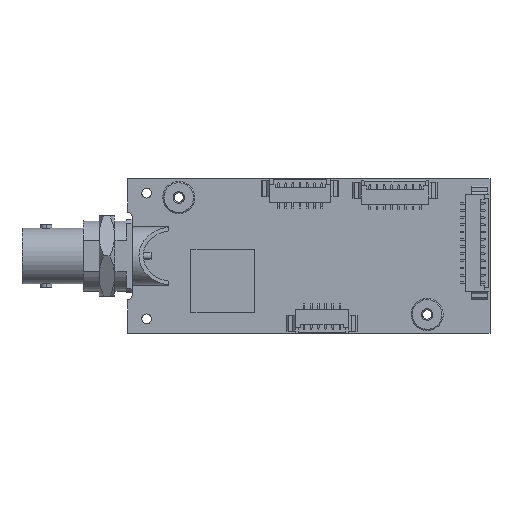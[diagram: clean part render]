
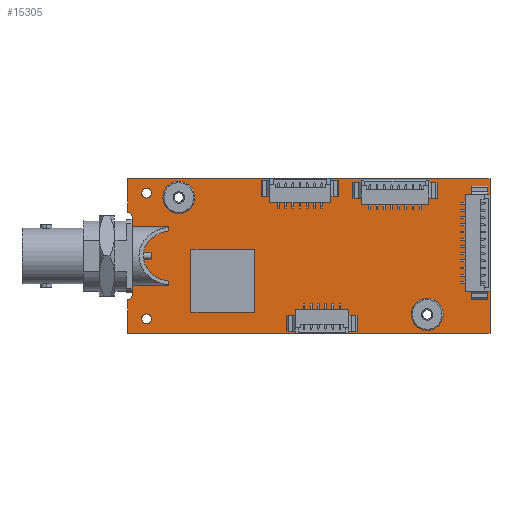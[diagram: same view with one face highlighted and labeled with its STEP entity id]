
A CAD part, front view. The second image highlights one B-rep face of the part: STEP entity #15305.
In plain terms, the highlighted planar face has unit normal (0, -1, 0).
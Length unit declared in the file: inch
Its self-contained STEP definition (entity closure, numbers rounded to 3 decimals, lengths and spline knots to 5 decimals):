
#14462 = AXIS2_PLACEMENT_3D ( 'NONE', #101923, #101900, #102537 ) ;
#15305 = ADVANCED_FACE ( 'NONE', ( #18316, #18347, #18328, #18334, #18339 ), #101939, .T. ) ;
#16958 = AXIS2_PLACEMENT_3D ( 'NONE', #72054, #72055, #72056 ) ;
#16965 = AXIS2_PLACEMENT_3D ( 'NONE', #72085, #72086, #72087 ) ;
#16966 = AXIS2_PLACEMENT_3D ( 'NONE', #72090, #72091, #72092 ) ;
#16968 = AXIS2_PLACEMENT_3D ( 'NONE', #72100, #72101, #72102 ) ;
#16981 = AXIS2_PLACEMENT_3D ( 'NONE', #72143, #72144, #72145 ) ;
#16982 = AXIS2_PLACEMENT_3D ( 'NONE', #72147, #72148, #72149 ) ;
#16983 = AXIS2_PLACEMENT_3D ( 'NONE', #72150, #72151, #72152 ) ;
#16985 = AXIS2_PLACEMENT_3D ( 'NONE', #72154, #72155, #72156 ) ;
#16986 = AXIS2_PLACEMENT_3D ( 'NONE', #72159, #72160, #72161 ) ;
#16987 = AXIS2_PLACEMENT_3D ( 'NONE', #72170, #72171, #72172 ) ;
#18316 = FACE_BOUND ( 'NONE', #156534, .T. ) ;
#18328 = FACE_BOUND ( 'NONE', #156533, .T. ) ;
#18334 = FACE_BOUND ( 'NONE', #156536, .T. ) ;
#18339 = FACE_OUTER_BOUND ( 'NONE', #156535, .T. ) ;
#18347 = FACE_BOUND ( 'NONE', #156557, .T. ) ;
#60507 = CIRCLE ( 'NONE', #16958, 0.09 ) ;
#60542 = CIRCLE ( 'NONE', #16965, 0.09 ) ;
#60548 = CIRCLE ( 'NONE', #16966, 0.03346 ) ;
#60556 = CIRCLE ( 'NONE', #16968, 0.03346 ) ;
#60587 = LINE ( 'NONE', #72111, #60598 ) ;
#60598 = VECTOR ( 'NONE', #72114, 39.37008 ) ;
#60615 = CIRCLE ( 'NONE', #16983, 0.03346 ) ;
#60631 = CIRCLE ( 'NONE', #16981, 0.09 ) ;
#60633 = CIRCLE ( 'NONE', #16982, 0.09 ) ;
#60635 = CIRCLE ( 'NONE', #16986, 0.03 ) ;
#60637 = CIRCLE ( 'NONE', #16985, 0.03346 ) ;
#60640 = LINE ( 'NONE', #72158, #60651 ) ;
#60642 = LINE ( 'NONE', #72146, #60646 ) ;
#60644 = LINE ( 'NONE', #72157, #60657 ) ;
#60646 = VECTOR ( 'NONE', #72153, 39.37008 ) ;
#60649 = LINE ( 'NONE', #72162, #60661 ) ;
#60651 = VECTOR ( 'NONE', #72163, 39.37008 ) ;
#60654 = LINE ( 'NONE', #72166, #60665 ) ;
#60657 = VECTOR ( 'NONE', #72165, 39.37008 ) ;
#60661 = VECTOR ( 'NONE', #72167, 39.37008 ) ;
#60663 = CIRCLE ( 'NONE', #16987, 0.03 ) ;
#60665 = VECTOR ( 'NONE', #72164, 39.37008 ) ;
#60708 = EDGE_CURVE ( 'NONE', #181831, #180640, #60507, .T. ) ;
#60738 = EDGE_CURVE ( 'NONE', #180615, #181983, #60542, .T. ) ;
#60744 = EDGE_CURVE ( 'NONE', #182254, #181606, #60548, .T. ) ;
#60753 = EDGE_CURVE ( 'NONE', #180651, #181208, #60556, .T. ) ;
#60774 = EDGE_CURVE ( 'NONE', #182747, #182095, #60587, .T. ) ;
#60816 = EDGE_CURVE ( 'NONE', #180640, #181831, #60631, .T. ) ;
#60819 = EDGE_CURVE ( 'NONE', #181983, #180615, #60633, .T. ) ;
#60823 = EDGE_CURVE ( 'NONE', #181606, #182254, #60615, .T. ) ;
#60826 = EDGE_CURVE ( 'NONE', #181208, #180651, #60637, .T. ) ;
#60830 = EDGE_CURVE ( 'NONE', #181265, #182747, #60635, .T. ) ;
#60834 = EDGE_CURVE ( 'NONE', #181225, #181265, #60642, .T. ) ;
#60838 = EDGE_CURVE ( 'NONE', #182588, #181225, #60640, .T. ) ;
#60841 = EDGE_CURVE ( 'NONE', #180767, #182588, #60644, .T. ) ;
#60844 = EDGE_CURVE ( 'NONE', #181237, #180767, #60649, .T. ) ;
#60848 = EDGE_CURVE ( 'NONE', #180476, #181237, #60654, .T. ) ;
#60851 = EDGE_CURVE ( 'NONE', #182095, #180476, #60663, .T. ) ;
#65941 = CARTESIAN_POINT ( 'NONE',  ( -0.03, 0., -0.23 ) ) ;
#65967 = CARTESIAN_POINT ( 'NONE',  ( 0.32, 0., -0.04 ) ) ;
#65973 = CARTESIAN_POINT ( 'NONE',  ( 2.02, 0., -1.02 ) ) ;
#65980 = CARTESIAN_POINT ( 'NONE',  ( 0.1, 0., -0.99346 ) ) ;
#66012 = CARTESIAN_POINT ( 'NONE',  ( 2.45, 0., 0. ) ) ;
#66088 = CARTESIAN_POINT ( 'NONE',  ( -0.03, 0., 0. ) ) ;
#66103 = CARTESIAN_POINT ( 'NONE',  ( -0.03, 0., -1.06 ) ) ;
#66105 = CARTESIAN_POINT ( 'NONE',  ( 0.1, 0., -0.92654 ) ) ;
#66116 = CARTESIAN_POINT ( 'NONE',  ( -0.03, 0., -0.83 ) ) ;
#66130 = ORIENTED_EDGE ( 'NONE', *, *, #60816, .F. ) ;
#66132 = ORIENTED_EDGE ( 'NONE', *, *, #60708, .F. ) ;
#66135 = ORIENTED_EDGE ( 'NONE', *, *, #60819, .F. ) ;
#66137 = ORIENTED_EDGE ( 'NONE', *, *, #60738, .F. ) ;
#66139 = ORIENTED_EDGE ( 'NONE', *, *, #60823, .T. ) ;
#66141 = ORIENTED_EDGE ( 'NONE', *, *, #60744, .T. ) ;
#66143 = ORIENTED_EDGE ( 'NONE', *, *, #60826, .T. ) ;
#66145 = ORIENTED_EDGE ( 'NONE', *, *, #60753, .T. ) ;
#66148 = ORIENTED_EDGE ( 'NONE', *, *, #60774, .F. ) ;
#66150 = ORIENTED_EDGE ( 'NONE', *, *, #60830, .F. ) ;
#66152 = ORIENTED_EDGE ( 'NONE', *, *, #60834, .F. ) ;
#66154 = ORIENTED_EDGE ( 'NONE', *, *, #60838, .F. ) ;
#66156 = ORIENTED_EDGE ( 'NONE', *, *, #60841, .F. ) ;
#66158 = ORIENTED_EDGE ( 'NONE', *, *, #60844, .F. ) ;
#66159 = ORIENTED_EDGE ( 'NONE', *, *, #60848, .F. ) ;
#66160 = ORIENTED_EDGE ( 'NONE', *, *, #60851, .F. ) ;
#69187 = CARTESIAN_POINT ( 'NONE',  ( 0.1, 0., -0.06654 ) ) ;
#69241 = CARTESIAN_POINT ( 'NONE',  ( 0.32, 0., -0.22 ) ) ;
#69445 = CARTESIAN_POINT ( 'NONE',  ( 2.02, 0., -0.84 ) ) ;
#69576 = CARTESIAN_POINT ( 'NONE',  ( 0., 0., -0.26 ) ) ;
#69767 = CARTESIAN_POINT ( 'NONE',  ( 0.1, 0., -0.13346 ) ) ;
#70147 = CARTESIAN_POINT ( 'NONE',  ( 2.45, 0., -1.06 ) ) ;
#70329 = CARTESIAN_POINT ( 'NONE',  ( 0., 0., -0.8 ) ) ;
#72054 = CARTESIAN_POINT ( 'NONE',  ( 0.32, 0., -0.13 ) ) ;
#72055 = DIRECTION ( 'NONE',  ( 0., -1., 0. ) ) ;
#72056 = DIRECTION ( 'NONE',  ( 0., 0., -1. ) ) ;
#72085 = CARTESIAN_POINT ( 'NONE',  ( 2.02, 0., -0.93 ) ) ;
#72086 = DIRECTION ( 'NONE',  ( 0., -1., 0. ) ) ;
#72087 = DIRECTION ( 'NONE',  ( 0., 0., -1. ) ) ;
#72090 = CARTESIAN_POINT ( 'NONE',  ( 0.1, 0., -0.1 ) ) ;
#72091 = DIRECTION ( 'NONE',  ( 0., 1., 0. ) ) ;
#72092 = DIRECTION ( 'NONE',  ( 0., 0., -1. ) ) ;
#72100 = CARTESIAN_POINT ( 'NONE',  ( 0.1, 0., -0.96 ) ) ;
#72101 = DIRECTION ( 'NONE',  ( 0., 1., 0. ) ) ;
#72102 = DIRECTION ( 'NONE',  ( 0., 0., -1. ) ) ;
#72111 = CARTESIAN_POINT ( 'NONE',  ( 0., 0., 0. ) ) ;
#72114 = DIRECTION ( 'NONE',  ( 0., 0., 1. ) ) ;
#72143 = CARTESIAN_POINT ( 'NONE',  ( 0.32, 0., -0.13 ) ) ;
#72144 = DIRECTION ( 'NONE',  ( 0., -1., 0. ) ) ;
#72145 = DIRECTION ( 'NONE',  ( 0., 0., -1. ) ) ;
#72146 = CARTESIAN_POINT ( 'NONE',  ( -0.03, 0., -1.06 ) ) ;
#72147 = CARTESIAN_POINT ( 'NONE',  ( 2.02, 0., -0.93 ) ) ;
#72148 = DIRECTION ( 'NONE',  ( 0., -1., 0. ) ) ;
#72149 = DIRECTION ( 'NONE',  ( 0., 0., -1. ) ) ;
#72150 = CARTESIAN_POINT ( 'NONE',  ( 0.1, 0., -0.1 ) ) ;
#72151 = DIRECTION ( 'NONE',  ( 0., 1., 0. ) ) ;
#72152 = DIRECTION ( 'NONE',  ( 0., 0., -1. ) ) ;
#72153 = DIRECTION ( 'NONE',  ( 0., 0., 1. ) ) ;
#72154 = CARTESIAN_POINT ( 'NONE',  ( 0.1, 0., -0.96 ) ) ;
#72155 = DIRECTION ( 'NONE',  ( 0., 1., 0. ) ) ;
#72156 = DIRECTION ( 'NONE',  ( 0., 0., -1. ) ) ;
#72157 = CARTESIAN_POINT ( 'NONE',  ( 2.45, 0., 0. ) ) ;
#72158 = CARTESIAN_POINT ( 'NONE',  ( 0., 0., -1.06 ) ) ;
#72159 = CARTESIAN_POINT ( 'NONE',  ( -0.03, 0., -0.8 ) ) ;
#72160 = DIRECTION ( 'NONE',  ( 0., -1., 0. ) ) ;
#72161 = DIRECTION ( 'NONE',  ( 0., 0., -1. ) ) ;
#72162 = CARTESIAN_POINT ( 'NONE',  ( 0., 0., 0. ) ) ;
#72163 = DIRECTION ( 'NONE',  ( -1., 0., 0. ) ) ;
#72164 = DIRECTION ( 'NONE',  ( 0., 0., 1. ) ) ;
#72165 = DIRECTION ( 'NONE',  ( 0., 0., -1. ) ) ;
#72166 = CARTESIAN_POINT ( 'NONE',  ( -0.03, 0., 0. ) ) ;
#72167 = DIRECTION ( 'NONE',  ( 1., 0., 0. ) ) ;
#72170 = CARTESIAN_POINT ( 'NONE',  ( -0.03, 0., -0.26 ) ) ;
#72171 = DIRECTION ( 'NONE',  ( 0., -1., 0. ) ) ;
#72172 = DIRECTION ( 'NONE',  ( 0., 0., -1. ) ) ;
#101900 = DIRECTION ( 'NONE',  ( 0., -1., 0. ) ) ;
#101923 = CARTESIAN_POINT ( 'NONE',  ( 0., 0., 0. ) ) ;
#101939 = PLANE ( 'NONE',  #14462 ) ;
#102537 = DIRECTION ( 'NONE',  ( 0., 0., -1. ) ) ;
#156533 = EDGE_LOOP ( 'NONE', ( #66139, #66141 ) ) ;
#156534 = EDGE_LOOP ( 'NONE', ( #66130, #66132 ) ) ;
#156535 = EDGE_LOOP ( 'NONE', ( #66148, #66150, #66152, #66154, #66156, #66158, #66159, #66160 ) ) ;
#156536 = EDGE_LOOP ( 'NONE', ( #66143, #66145 ) ) ;
#156557 = EDGE_LOOP ( 'NONE', ( #66135, #66137 ) ) ;
#180476 = VERTEX_POINT ( 'NONE', #65941 ) ;
#180615 = VERTEX_POINT ( 'NONE', #65973 ) ;
#180640 = VERTEX_POINT ( 'NONE', #65967 ) ;
#180651 = VERTEX_POINT ( 'NONE', #65980 ) ;
#180767 = VERTEX_POINT ( 'NONE', #66012 ) ;
#181208 = VERTEX_POINT ( 'NONE', #66105 ) ;
#181225 = VERTEX_POINT ( 'NONE', #66103 ) ;
#181237 = VERTEX_POINT ( 'NONE', #66088 ) ;
#181265 = VERTEX_POINT ( 'NONE', #66116 ) ;
#181606 = VERTEX_POINT ( 'NONE', #69187 ) ;
#181831 = VERTEX_POINT ( 'NONE', #69241 ) ;
#181983 = VERTEX_POINT ( 'NONE', #69445 ) ;
#182095 = VERTEX_POINT ( 'NONE', #69576 ) ;
#182254 = VERTEX_POINT ( 'NONE', #69767 ) ;
#182588 = VERTEX_POINT ( 'NONE', #70147 ) ;
#182747 = VERTEX_POINT ( 'NONE', #70329 ) ;
